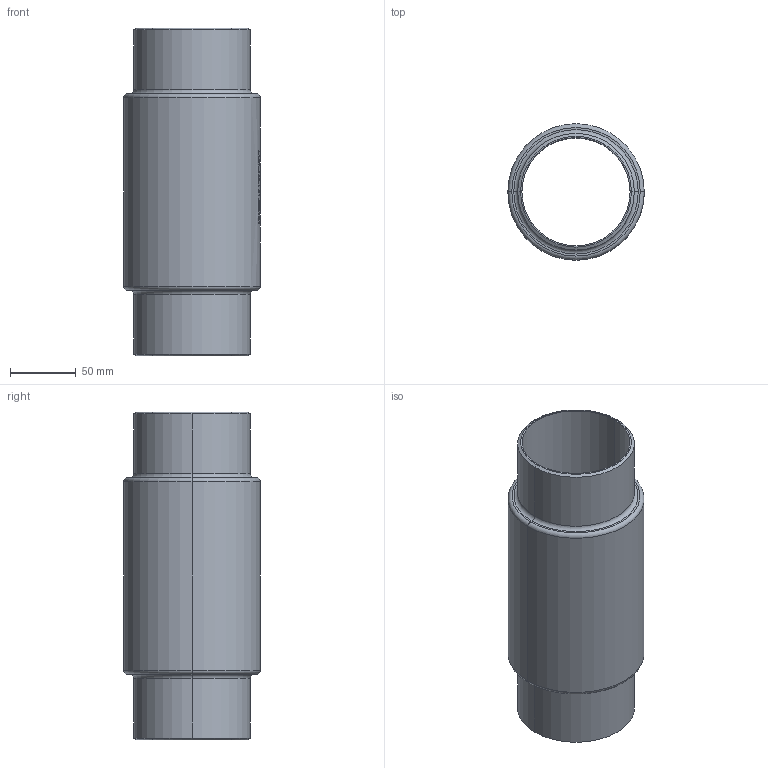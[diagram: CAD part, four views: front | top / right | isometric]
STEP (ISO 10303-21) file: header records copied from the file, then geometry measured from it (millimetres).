
FILE_DESCRIPTION (( 'STEP AP214' ), '1' );
FILE_NAME ('7110000_DN080_ PN25_51420181.STEP', '2022-03-07T09:10:52', ( 'axxx' ), ( 'Hewlett-Packard Company' ), 'SwSTEP 2.0', 'SolidWorks 2019', '' );
FILE_SCHEMA (( 'AUTOMOTIVE_DESIGN' ));
Length unit declared in the file: millimetre
Products named in the file (1): 7110000_DN080_ PN25_51420181
Bounding box: 103.9 x 103.9 x 250 mm (x, y, z)
Volume: 554212.6 mm3; surface area: 149766.3 mm2
Topology: 1 solids, 1 shells, 519 faces, 1389 edges, 922 vertices
Faces by surface type: plane 238, bspline 227, cylinder 42, torus 8, cone 4
Entity records: 29290 total; most frequent: CARTESIAN_POINT 17946, ORIENTED_EDGE 2778, DIRECTION 1550, EDGE_CURVE 1389, VERTEX_POINT 922, LINE 740, VECTOR 740, EDGE_LOOP 571
